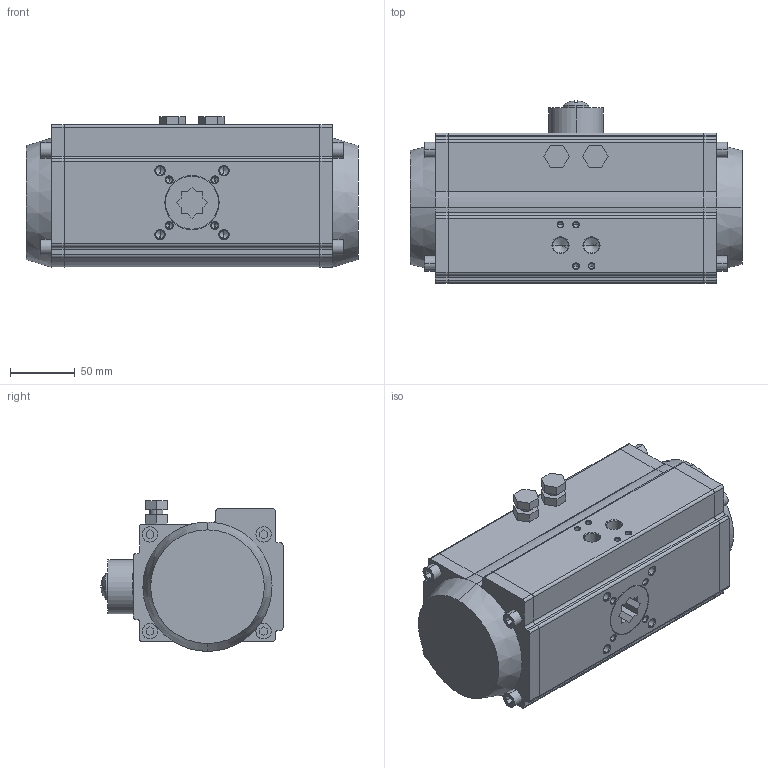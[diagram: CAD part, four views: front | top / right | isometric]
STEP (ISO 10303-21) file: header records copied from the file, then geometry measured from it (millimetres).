
FILE_DESCRIPTION (( 'STEP AP214' ), '1' );
FILE_NAME ('SC-RAT0092-DA.STEP', '2025-10-31T14:34:10', ( 'KTP' ), ( '' ), 'SwSTEP 2.0', 'SolidWorks 2021', '' );
FILE_SCHEMA (( 'AUTOMOTIVE_DESIGN' ));
Length unit declared in the file: millimetre
Products named in the file (1): SC-RAT0092-DA
Bounding box: 257 x 140.94 x 116.5 mm (x, y, z)
Volume: 2702264.8 mm3; surface area: 192323.5 mm2
Topology: 3 solids, 5 shells, 390 faces, 981 edges, 604 vertices
Faces by surface type: plane 180, cylinder 126, cone 82, sphere 2
Entity records: 15138 total; most frequent: DIRECTION 2041, CARTESIAN_POINT 1974, ORIENTED_EDGE 1882, EDGE_CURVE 941, AXIS2_PLACEMENT_3D 711, LINE 619, VECTOR 619, VERTEX_POINT 604
